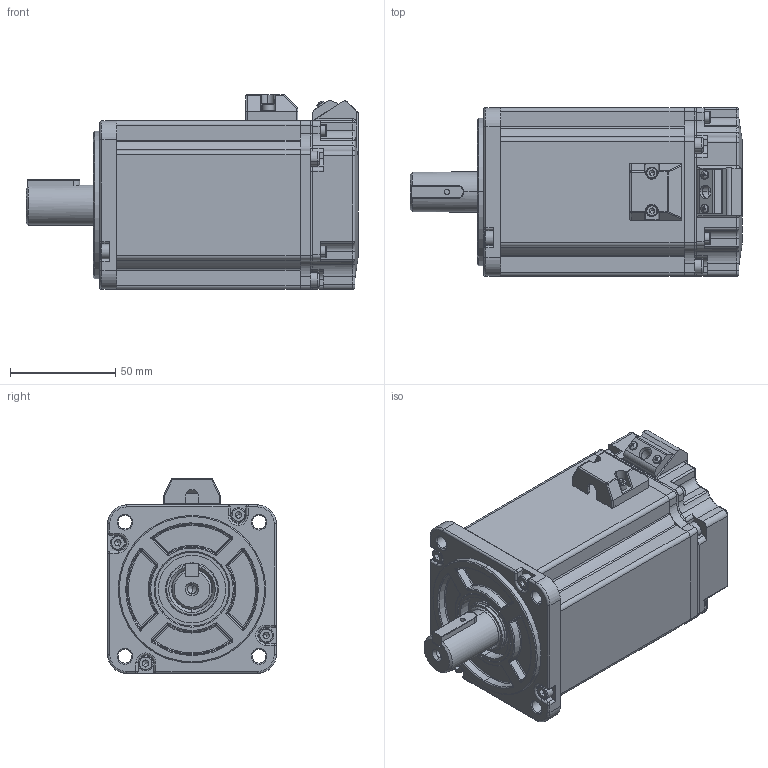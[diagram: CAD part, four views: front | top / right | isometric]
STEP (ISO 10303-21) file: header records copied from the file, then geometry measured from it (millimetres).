
FILE_DESCRIPTION (( 'STEP AP203' ), '1' );
FILE_NAME ('WB80ST-M03230軞蚾-傻遴.STEP', '2022-08-26T03:27:11', ( 'lvbing' ), ( 'WG' ), 'SwSTEP 2.0', 'SolidWorks 2018', '' );
FILE_SCHEMA (( 'CONFIG_CONTROL_DESIGN' ));
Length unit declared in the file: millimetre
Products named in the file (1): WB80ST-M03230軞蚾-傻遴
Bounding box: 157.5 x 80 x 92.5 mm (x, y, z)
Volume: 263723.3 mm3; surface area: 158365 mm2
Topology: 30 solids, 30 shells, 1609 faces, 4271 edges, 2563 vertices
Faces by surface type: cylinder 524, plane 514, torus 213, cone 167, sphere 158, bspline 33
Entity records: 50790 total; most frequent: CARTESIAN_POINT 11821, DIRECTION 8457, ORIENTED_EDGE 8050, EDGE_CURVE 4025, AXIS2_PLACEMENT_3D 3438, VERTEX_POINT 2507, CIRCLE 1861, EDGE_LOOP 1792
